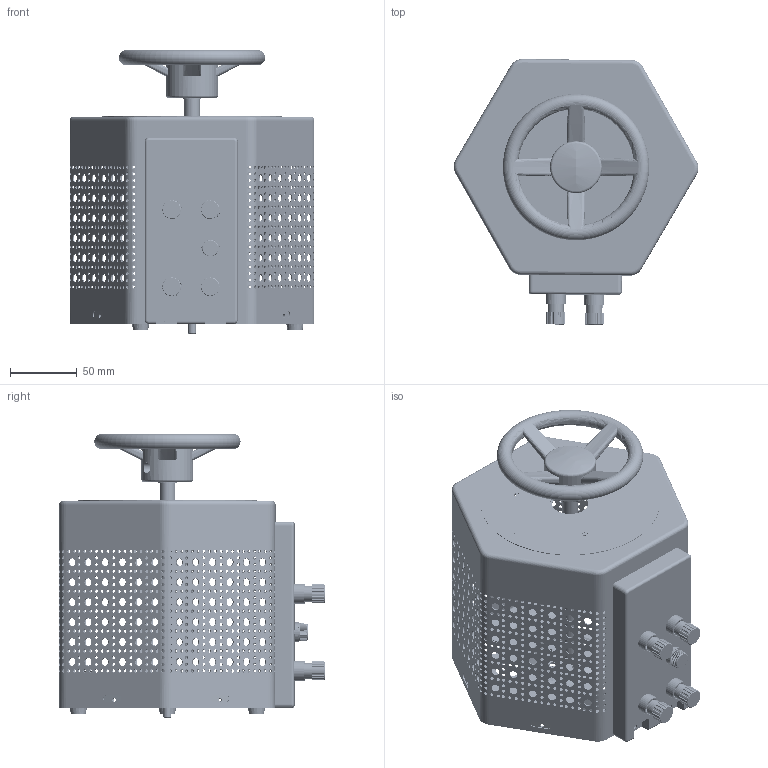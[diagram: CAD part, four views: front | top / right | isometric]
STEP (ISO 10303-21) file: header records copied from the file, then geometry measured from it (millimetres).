
FILE_DESCRIPTION (( 'STEP AP214' ), '1' );
FILE_NAME ('TDGC-1K三维图-202509.STEP', '2025-09-11T00:25:31', ( 'China' ), ( 'Home' ), 'SwSTEP 2.0', 'SolidWorks 2020', '' );
FILE_SCHEMA (( 'AUTOMOTIVE_DESIGN' ));
Length unit declared in the file: millimetre
Products named in the file (13): TDGC-1~3KZ笢粣; TDGC2-0.2~0.5K砎々褐; 酴蹟譫; TDGC-1K三维图-202509; TDGC-1~3KB梓齪; 諉盄簽3k窪; 徹婥悵誘ん1k; 諉盄簽3k綻; 諉盄芠; 菁攫TD1K; 俋欶TDGC-1K; shoulunTDGC1K; TDGC-1~2K諉盄碟
Assembly tree (19 placements, depth 2):
  TDGC-1K三维图-202509
    菁攫TD1K
    俋欶TDGC-1K
    TDGC-1~2K諉盄碟
    TDGC-1~3KZ笢粣
    TDGC-1~3KB梓齪
    TDGC2-0.2~0.5K砎々褐  x3
    徹婥悵誘ん1k
    酴蹟譫
    諉盄簽3k窪  x2
    諉盄簽3k綻  x2
    諉盄芠  x4
    shoulunTDGC1K
Bounding box: 183.96 x 199.54 x 213.68 mm (x, y, z)
Volume: 249701.3 mm3; surface area: 339384.3 mm2
Topology: 20 solids, 20 shells, 5834 faces, 16457 edges, 10896 vertices
Faces by surface type: cylinder 3210, plane 2044, bspline 469, torus 70, cone 39, sphere 2
Entity records: 262701 total; most frequent: CARTESIAN_POINT 82723, ORIENTED_EDGE 31646, DIRECTION 29402, EDGE_CURVE 15823, AXIS2_PLACEMENT_3D 10664, VERTEX_POINT 10476, EDGE_LOOP 8549, VECTOR 8074
